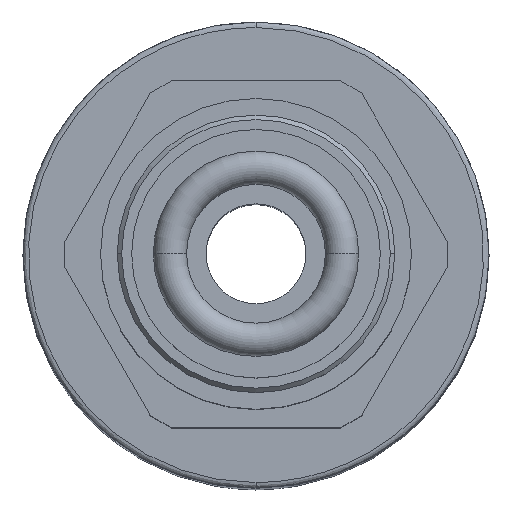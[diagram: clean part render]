
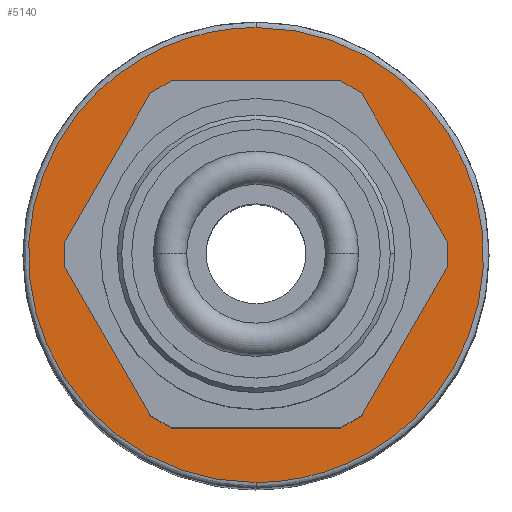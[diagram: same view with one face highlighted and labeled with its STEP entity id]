
A CAD part, top view. The second image highlights one B-rep face of the part: STEP entity #5140.
In plain terms, the highlighted planar face has unit normal (0, 0, 1).
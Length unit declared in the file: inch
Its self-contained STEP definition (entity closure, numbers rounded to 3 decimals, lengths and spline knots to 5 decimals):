
#229 = CARTESIAN_POINT ( 'NONE',  ( 0.12598, -0.20075, -0.53807 ) ) ;
#230 = CARTESIAN_POINT ( 'NONE',  ( 0.54098, -0.20075, -0.53807 ) ) ;
#234 = CARTESIAN_POINT ( 'NONE',  ( 0.54098, 0.21425, -0.53807 ) ) ;
#235 = CARTESIAN_POINT ( 'NONE',  ( 0.12598, 0.21425, -0.53807 ) ) ;
#242 = CARTESIAN_POINT ( 'NONE',  ( 0.12598, -0.40325, -0.53807 ) ) ;
#243 = CARTESIAN_POINT ( 'NONE',  ( -0.69402, -0.40325, -0.53807 ) ) ;
#247 = CARTESIAN_POINT ( 'NONE',  ( -0.69402, 0.41675, -0.53807 ) ) ;
#248 = CARTESIAN_POINT ( 'NONE',  ( 0.12598, 0.41675, -0.53807 ) ) ;
#277 = CARTESIAN_POINT ( 'NONE',  ( 0.12598, 0.00675, -0.53807 ) ) ;
#281 = PLANE ( 'NONE',  #1156 ) ;
#286 = DIRECTION ( 'NONE',  ( 0., 0., -1. ) ) ;
#287 = DIRECTION ( 'NONE',  ( 0., 1., 0. ) ) ;
#827 = FACE_BOUND ( 'NONE', #3091, .T. ) ;
#831 = FACE_OUTER_BOUND ( 'NONE', #3094, .T. ) ;
#1156 = AXIS2_PLACEMENT_3D ( 'NONE', #277, #286, #287 ) ;
#2420 = VERTEX_POINT ( 'NONE', #5088 ) ;
#2424 = VERTEX_POINT ( 'NONE', #5084 ) ;
#2428 = VERTEX_POINT ( 'NONE', #5080 ) ;
#2443 = VERTEX_POINT ( 'NONE', #5067 ) ;
#2876 = ORIENTED_EDGE ( 'NONE', *, *, #4762, .F. ) ;
#2898 = ORIENTED_EDGE ( 'NONE', *, *, #4501, .F. ) ;
#2900 = ORIENTED_EDGE ( 'NONE', *, *, #4758, .F. ) ;
#2902 = ORIENTED_EDGE ( 'NONE', *, *, #4507, .F. ) ;
#3091 = EDGE_LOOP ( 'NONE', ( #2898, #2900 ) ) ;
#3094 = EDGE_LOOP ( 'NONE', ( #2902, #2876 ) ) ;
#3554 = CARTESIAN_POINT ( 'NONE',  ( 0.12598, -0.20075, -0.53807 ) ) ;
#3555 = CARTESIAN_POINT ( 'NONE',  ( -0.28902, -0.20075, -0.53807 ) ) ;
#3585 = CARTESIAN_POINT ( 'NONE',  ( -0.28902, 0.21425, -0.53807 ) ) ;
#3594 = CARTESIAN_POINT ( 'NONE',  ( 0.12598, 0.21425, -0.53807 ) ) ;
#3607 = CARTESIAN_POINT ( 'NONE',  ( 0.12598, -0.40325, -0.53807 ) ) ;
#3608 = CARTESIAN_POINT ( 'NONE',  ( 0.94598, -0.40325, -0.53807 ) ) ;
#3613 = CARTESIAN_POINT ( 'NONE',  ( 0.94598, 0.41675, -0.53807 ) ) ;
#3614 = CARTESIAN_POINT ( 'NONE',  ( 0.12598, 0.41675, -0.53807 ) ) ;
#4501 = EDGE_CURVE ( 'NONE', #2424, #2428, #5290, .T. ) ;
#4507 = EDGE_CURVE ( 'NONE', #2443, #2420, #5289, .T. ) ;
#4758 = EDGE_CURVE ( 'NONE', #2428, #2424, #5313, .T. ) ;
#4762 = EDGE_CURVE ( 'NONE', #2420, #2443, #5300, .T. ) ;
#5067 = CARTESIAN_POINT ( 'NONE',  ( 0.12598, 0.41675, -0.53807 ) ) ;
#5080 = CARTESIAN_POINT ( 'NONE',  ( 0.12598, -0.20075, -0.53807 ) ) ;
#5084 = CARTESIAN_POINT ( 'NONE',  ( 0.12598, 0.21425, -0.53807 ) ) ;
#5088 = CARTESIAN_POINT ( 'NONE',  ( 0.12598, -0.40325, -0.53807 ) ) ;
#5140 = ADVANCED_FACE ( 'NONE', ( #827, #831 ), #281, .F. ) ;
#5289 =( BOUNDED_CURVE ( )  B_SPLINE_CURVE ( 3, ( #3614, #3613, #3608, #3607 ),
 .UNSPECIFIED., .F., .T. ) 
 B_SPLINE_CURVE_WITH_KNOTS ( ( 4, 4 ),
 ( 0., 1. ),
 .UNSPECIFIED. ) 
 CURVE ( )  GEOMETRIC_REPRESENTATION_ITEM ( )  RATIONAL_B_SPLINE_CURVE ( ( 1., 0.333, 0.333, 1. ) ) 
 REPRESENTATION_ITEM ( '' )  );
#5290 =( BOUNDED_CURVE ( )  B_SPLINE_CURVE ( 3, ( #3594, #3585, #3555, #3554 ),
 .UNSPECIFIED., .F., .T. ) 
 B_SPLINE_CURVE_WITH_KNOTS ( ( 4, 4 ),
 ( 0., 1. ),
 .UNSPECIFIED. ) 
 CURVE ( )  GEOMETRIC_REPRESENTATION_ITEM ( )  RATIONAL_B_SPLINE_CURVE ( ( 1., 0.333, 0.333, 1. ) ) 
 REPRESENTATION_ITEM ( '' )  );
#5300 =( BOUNDED_CURVE ( )  B_SPLINE_CURVE ( 3, ( #242, #243, #247, #248 ),
 .UNSPECIFIED., .F., .T. ) 
 B_SPLINE_CURVE_WITH_KNOTS ( ( 4, 4 ),
 ( 0., 1. ),
 .UNSPECIFIED. ) 
 CURVE ( )  GEOMETRIC_REPRESENTATION_ITEM ( )  RATIONAL_B_SPLINE_CURVE ( ( 1., 0.333, 0.333, 1. ) ) 
 REPRESENTATION_ITEM ( '' )  );
#5313 =( BOUNDED_CURVE ( )  B_SPLINE_CURVE ( 3, ( #229, #230, #234, #235 ),
 .UNSPECIFIED., .F., .T. ) 
 B_SPLINE_CURVE_WITH_KNOTS ( ( 4, 4 ),
 ( 0., 1. ),
 .UNSPECIFIED. ) 
 CURVE ( )  GEOMETRIC_REPRESENTATION_ITEM ( )  RATIONAL_B_SPLINE_CURVE ( ( 1., 0.333, 0.333, 1. ) ) 
 REPRESENTATION_ITEM ( '' )  );
